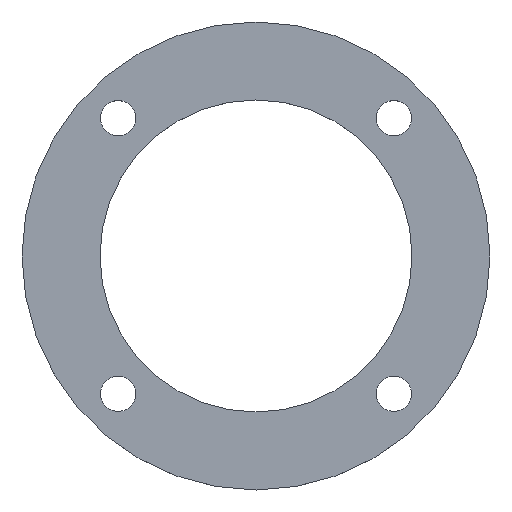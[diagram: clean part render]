
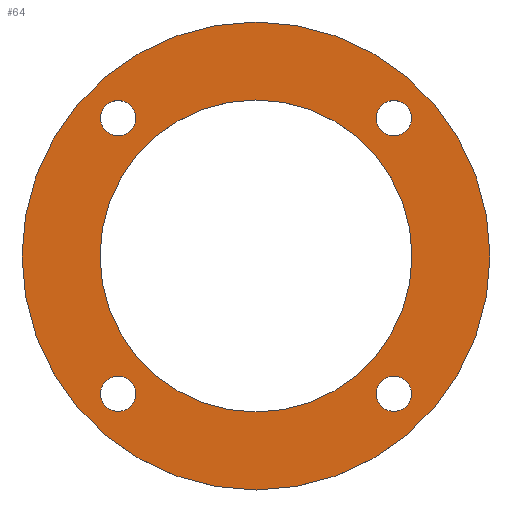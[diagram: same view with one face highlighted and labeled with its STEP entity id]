
A CAD part, top view. The second image highlights one B-rep face of the part: STEP entity #64.
In plain terms, the highlighted planar face has unit normal (0, 0, 1).
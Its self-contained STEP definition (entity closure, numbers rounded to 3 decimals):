
#64=ADVANCED_FACE('',(#127,#128,#129,#130,#131,#132),#133,.T.);
#127=FACE_BOUND('',#186,.T.);
#128=FACE_BOUND('',#187,.T.);
#129=FACE_BOUND('',#188,.T.);
#130=FACE_BOUND('',#189,.T.);
#131=FACE_BOUND('',#190,.T.);
#132=FACE_OUTER_BOUND('',#191,.T.);
#133=PLANE('',#192);
#186=EDGE_LOOP('',(#307,#308));
#187=EDGE_LOOP('',(#309,#310));
#188=EDGE_LOOP('',(#311,#312));
#189=EDGE_LOOP('',(#313,#314));
#190=EDGE_LOOP('',(#315,#316));
#191=EDGE_LOOP('',(#317,#318));
#192=AXIS2_PLACEMENT_3D('',#319,#320,#321);
#307=ORIENTED_EDGE('',*,*,#354,.T.);
#308=ORIENTED_EDGE('',*,*,#349,.T.);
#309=ORIENTED_EDGE('',*,*,#357,.T.);
#310=ORIENTED_EDGE('',*,*,#344,.T.);
#311=ORIENTED_EDGE('',*,*,#360,.T.);
#312=ORIENTED_EDGE('',*,*,#339,.T.);
#313=ORIENTED_EDGE('',*,*,#363,.T.);
#314=ORIENTED_EDGE('',*,*,#334,.T.);
#315=ORIENTED_EDGE('',*,*,#366,.T.);
#316=ORIENTED_EDGE('',*,*,#329,.T.);
#317=ORIENTED_EDGE('',*,*,#326,.T.);
#318=ORIENTED_EDGE('',*,*,#368,.T.);
#319=CARTESIAN_POINT('',(0.0,0.0,3.0));
#320=DIRECTION('',(0.0,0.0,1.0));
#321=DIRECTION('',(1.0,0.0,0.0));
#326=EDGE_CURVE('',#374,#378,#380,.T.);
#329=EDGE_CURVE('',#385,#382,#386,.T.);
#334=EDGE_CURVE('',#394,#391,#395,.T.);
#339=EDGE_CURVE('',#403,#400,#404,.T.);
#344=EDGE_CURVE('',#412,#409,#413,.T.);
#349=EDGE_CURVE('',#421,#418,#422,.T.);
#354=EDGE_CURVE('',#418,#421,#428,.T.);
#357=EDGE_CURVE('',#409,#412,#431,.T.);
#360=EDGE_CURVE('',#400,#403,#434,.T.);
#363=EDGE_CURVE('',#391,#394,#437,.T.);
#366=EDGE_CURVE('',#382,#385,#440,.T.);
#368=EDGE_CURVE('',#378,#374,#442,.T.);
#374=VERTEX_POINT('',#448);
#378=VERTEX_POINT('',#453);
#380=CIRCLE('',#456,60.0);
#382=VERTEX_POINT('',#458);
#385=VERTEX_POINT('',#462);
#386=CIRCLE('',#463,4.5);
#391=VERTEX_POINT('',#469);
#394=VERTEX_POINT('',#473);
#395=CIRCLE('',#474,4.5);
#400=VERTEX_POINT('',#480);
#403=VERTEX_POINT('',#484);
#404=CIRCLE('',#485,4.5);
#409=VERTEX_POINT('',#491);
#412=VERTEX_POINT('',#495);
#413=CIRCLE('',#496,4.5);
#418=VERTEX_POINT('',#502);
#421=VERTEX_POINT('',#506);
#422=CIRCLE('',#507,40.0);
#428=CIRCLE('',#514,40.0);
#431=CIRCLE('',#517,4.5);
#434=CIRCLE('',#520,4.5);
#437=CIRCLE('',#523,4.5);
#440=CIRCLE('',#526,4.5);
#442=CIRCLE('',#528,60.0);
#448=CARTESIAN_POINT('',(60.0,0.0,3.0));
#453=CARTESIAN_POINT('',(-60.0,0.,3.0));
#456=AXIS2_PLACEMENT_3D('',#537,#538,#539);
#458=CARTESIAN_POINT('',(38.537,38.537,3.0));
#462=CARTESIAN_POINT('',(32.173,32.173,3.0));
#463=AXIS2_PLACEMENT_3D('',#541,#542,#543);
#469=CARTESIAN_POINT('',(-38.537,38.537,3.0));
#473=CARTESIAN_POINT('',(-32.173,32.173,3.0));
#474=AXIS2_PLACEMENT_3D('',#549,#550,#551);
#480=CARTESIAN_POINT('',(-38.537,-38.537,3.0));
#484=CARTESIAN_POINT('',(-32.173,-32.173,3.0));
#485=AXIS2_PLACEMENT_3D('',#557,#558,#559);
#491=CARTESIAN_POINT('',(38.537,-38.537,3.0));
#495=CARTESIAN_POINT('',(32.173,-32.173,3.0));
#496=AXIS2_PLACEMENT_3D('',#565,#566,#567);
#502=CARTESIAN_POINT('',(40.0,0.0,3.0));
#506=CARTESIAN_POINT('',(-40.0,0.,3.0));
#507=AXIS2_PLACEMENT_3D('',#573,#574,#575);
#514=AXIS2_PLACEMENT_3D('',#583,#584,#585);
#517=AXIS2_PLACEMENT_3D('',#589,#590,#591);
#520=AXIS2_PLACEMENT_3D('',#595,#596,#597);
#523=AXIS2_PLACEMENT_3D('',#601,#602,#603);
#526=AXIS2_PLACEMENT_3D('',#607,#608,#609);
#528=AXIS2_PLACEMENT_3D('',#610,#611,#612);
#537=CARTESIAN_POINT('',(0.0,0.0,3.0));
#538=DIRECTION('',(0.0,0.0,1.0));
#539=DIRECTION('',(1.0,0.0,0.0));
#541=CARTESIAN_POINT('',(35.355,35.355,3.0));
#542=DIRECTION('',(0.0,0.0,-1.0));
#543=DIRECTION('',(0.707,0.707,0.0));
#549=CARTESIAN_POINT('',(-35.355,35.355,3.0));
#550=DIRECTION('',(-0.0,0.0,-1.0));
#551=DIRECTION('',(-0.707,0.707,0.0));
#557=CARTESIAN_POINT('',(-35.355,-35.355,3.0));
#558=DIRECTION('',(-0.0,0.0,-1.0));
#559=DIRECTION('',(-0.707,-0.707,0.0));
#565=CARTESIAN_POINT('',(35.355,-35.355,3.0));
#566=DIRECTION('',(0.0,-0.0,-1.0));
#567=DIRECTION('',(0.707,-0.707,0.0));
#573=CARTESIAN_POINT('',(0.0,0.0,3.0));
#574=DIRECTION('',(0.0,0.0,-1.0));
#575=DIRECTION('',(1.0,0.0,0.0));
#583=CARTESIAN_POINT('',(0.0,0.0,3.0));
#584=DIRECTION('',(0.0,0.0,-1.0));
#585=DIRECTION('',(1.0,0.0,0.0));
#589=CARTESIAN_POINT('',(35.355,-35.355,3.0));
#590=DIRECTION('',(0.0,-0.0,-1.0));
#591=DIRECTION('',(0.707,-0.707,0.0));
#595=CARTESIAN_POINT('',(-35.355,-35.355,3.0));
#596=DIRECTION('',(-0.0,0.0,-1.0));
#597=DIRECTION('',(-0.707,-0.707,0.0));
#601=CARTESIAN_POINT('',(-35.355,35.355,3.0));
#602=DIRECTION('',(-0.0,0.0,-1.0));
#603=DIRECTION('',(-0.707,0.707,0.0));
#607=CARTESIAN_POINT('',(35.355,35.355,3.0));
#608=DIRECTION('',(0.0,0.0,-1.0));
#609=DIRECTION('',(0.707,0.707,0.0));
#610=CARTESIAN_POINT('',(0.0,0.0,3.0));
#611=DIRECTION('',(0.0,0.0,1.0));
#612=DIRECTION('',(1.0,0.0,0.0));
